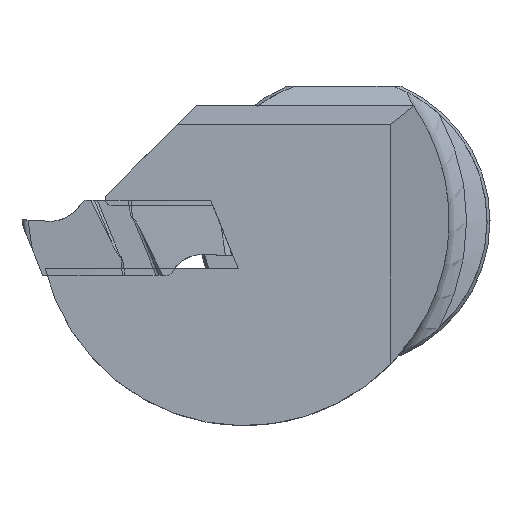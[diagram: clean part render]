
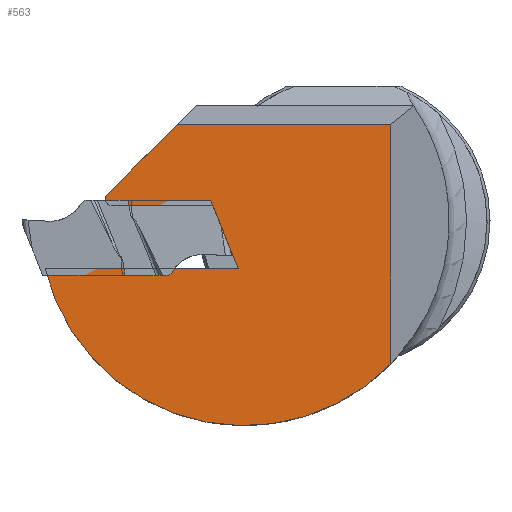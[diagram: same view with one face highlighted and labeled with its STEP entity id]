
A CAD part, left-side view. The second image highlights one B-rep face of the part: STEP entity #563.
In plain terms, the highlighted planar face has unit normal (-1, 0, 0).
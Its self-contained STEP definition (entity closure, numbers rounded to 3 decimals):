
#51=CIRCLE('',#1651,17.5);
#52=CIRCLE('',#1653,0.6);
#563=ADVANCED_FACE('',(#657),#606,.T.);
#606=PLANE('',#1654);
#657=FACE_OUTER_BOUND('',#716,.T.);
#716=EDGE_LOOP('',(#979,#980,#981,#982,#983,#984,#985,#986));
#979=ORIENTED_EDGE('',*,*,#1320,.F.);
#980=ORIENTED_EDGE('',*,*,#1321,.F.);
#981=ORIENTED_EDGE('',*,*,#1318,.F.);
#982=ORIENTED_EDGE('',*,*,#1322,.F.);
#983=ORIENTED_EDGE('',*,*,#1323,.T.);
#984=ORIENTED_EDGE('',*,*,#1324,.T.);
#985=ORIENTED_EDGE('',*,*,#1325,.F.);
#986=ORIENTED_EDGE('',*,*,#1326,.F.);
#1177=VERTEX_POINT('',#2229);
#1178=VERTEX_POINT('',#2231);
#1179=VERTEX_POINT('',#2235);
#1180=VERTEX_POINT('',#2236);
#1181=VERTEX_POINT('',#2239);
#1182=VERTEX_POINT('',#2241);
#1183=VERTEX_POINT('',#2243);
#1184=VERTEX_POINT('',#2245);
#1318=EDGE_CURVE('',#1177,#1178,#51,.T.);
#1320=EDGE_CURVE('',#1179,#1180,#1447,.T.);
#1321=EDGE_CURVE('',#1178,#1179,#1448,.T.);
#1322=EDGE_CURVE('',#1181,#1177,#1449,.T.);
#1323=EDGE_CURVE('',#1181,#1182,#1450,.T.);
#1324=EDGE_CURVE('',#1182,#1183,#1451,.T.);
#1325=EDGE_CURVE('',#1184,#1183,#52,.T.);
#1326=EDGE_CURVE('',#1180,#1184,#1452,.T.);
#1447=LINE('',#2234,#1547);
#1448=LINE('',#2237,#1548);
#1449=LINE('',#2238,#1549);
#1450=LINE('',#2240,#1550);
#1451=LINE('',#2242,#1551);
#1452=LINE('',#2246,#1552);
#1547=VECTOR('',#1907,1.);
#1548=VECTOR('',#1908,1.);
#1549=VECTOR('',#1909,1.);
#1550=VECTOR('',#1910,1.);
#1551=VECTOR('',#1911,1.);
#1552=VECTOR('',#1914,1.);
#1651=AXIS2_PLACEMENT_3D('',#2230,#1902,#1903);
#1653=AXIS2_PLACEMENT_3D('',#2244,#1912,#1913);
#1654=AXIS2_PLACEMENT_3D('',#2247,#1915,#1916);
#1902=DIRECTION('',(1.,0.,0.));
#1903=DIRECTION('',(0.,0.,1.));
#1907=DIRECTION('',(0.,0.375,0.927));
#1908=DIRECTION('',(0.,-1.,0.));
#1909=DIRECTION('',(0.,0.,-1.));
#1910=DIRECTION('',(0.,1.,0.));
#1911=DIRECTION('',(0.,0.707,-0.707));
#1912=DIRECTION('',(1.,0.,0.));
#1913=DIRECTION('',(0.,0.,1.));
#1914=DIRECTION('',(0.,1.,0.));
#1915=DIRECTION('',(-1.,0.,0.));
#1916=DIRECTION('',(0.,0.,1.));
#2229=CARTESIAN_POINT('',(0.5,-4.,-12.247));
#2230=CARTESIAN_POINT('',(0.5,8.5,0.));
#2231=CARTESIAN_POINT('',(0.5,25.52,-4.072));
#2234=CARTESIAN_POINT('',(0.5,5.379,-13.082));
#2235=CARTESIAN_POINT('',(0.5,9.019,-4.072));
#2236=CARTESIAN_POINT('',(0.5,11.186,1.292));
#2237=CARTESIAN_POINT('',(0.5,-27.,-4.072));
#2238=CARTESIAN_POINT('',(0.5,-4.,273.209));
#2239=CARTESIAN_POINT('',(0.5,-4.,8.233));
#2240=CARTESIAN_POINT('',(0.5,-27.,8.233));
#2241=CARTESIAN_POINT('',(0.5,14.227,8.233));
#2242=CARTESIAN_POINT('',(0.5,-2.27,24.73));
#2243=CARTESIAN_POINT('',(0.5,20.349,2.111));
#2244=CARTESIAN_POINT('',(0.5,19.79,1.892));
#2245=CARTESIAN_POINT('',(0.5,19.79,1.292));
#2246=CARTESIAN_POINT('',(0.5,-27.,1.292));
#2247=CARTESIAN_POINT('',(0.5,-27.,0.));
